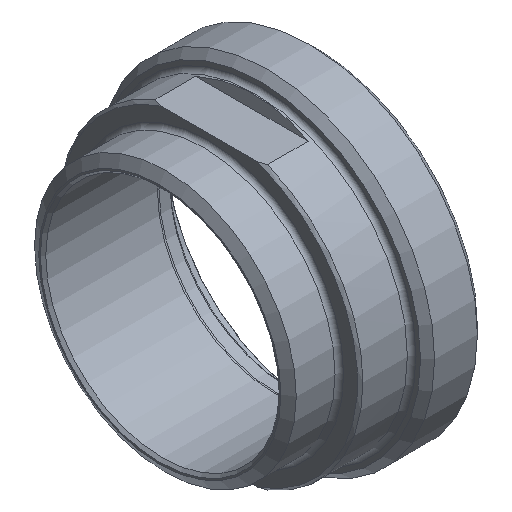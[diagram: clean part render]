
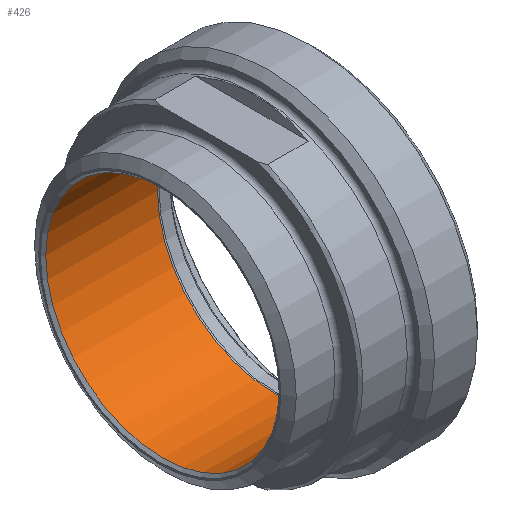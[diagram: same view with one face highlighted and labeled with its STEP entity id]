
A CAD part, isometric view. The second image highlights one B-rep face of the part: STEP entity #426.
In plain terms, the highlighted cylindrical face has radius 21.55 mm (diameter 43.1 mm), a full revolution.
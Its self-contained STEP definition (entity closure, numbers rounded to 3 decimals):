
#40=CIRCLE('',#482,21.55);
#41=CIRCLE('',#483,21.55);
#42=CIRCLE('',#485,21.55);
#71=CYLINDRICAL_SURFACE('',#484,21.55);
#86=FACE_OUTER_BOUND('',#113,.T.);
#113=EDGE_LOOP('',(#323,#324,#325,#326,#327));
#148=LINE('',#748,#168);
#168=VECTOR('',#584,21.55);
#196=VERTEX_POINT('',#740);
#197=VERTEX_POINT('',#742);
#198=VERTEX_POINT('',#746);
#244=EDGE_CURVE('',#196,#197,#40,.T.);
#245=EDGE_CURVE('',#197,#196,#41,.T.);
#246=EDGE_CURVE('',#198,#198,#42,.T.);
#247=EDGE_CURVE('',#198,#197,#148,.T.);
#323=ORIENTED_EDGE('',*,*,#246,.T.);
#324=ORIENTED_EDGE('',*,*,#247,.T.);
#325=ORIENTED_EDGE('',*,*,#244,.F.);
#326=ORIENTED_EDGE('',*,*,#245,.F.);
#327=ORIENTED_EDGE('',*,*,#247,.F.);
#426=ADVANCED_FACE('',(#86),#71,.F.);
#482=AXIS2_PLACEMENT_3D('',#743,#576,#577);
#483=AXIS2_PLACEMENT_3D('',#744,#578,#579);
#484=AXIS2_PLACEMENT_3D('',#745,#580,#581);
#485=AXIS2_PLACEMENT_3D('',#747,#582,#583);
#576=DIRECTION('center_axis',(1.,0.,0.));
#577=DIRECTION('ref_axis',(0.,-1.,0.));
#578=DIRECTION('center_axis',(1.,0.,0.));
#579=DIRECTION('ref_axis',(0.,-1.,0.));
#580=DIRECTION('center_axis',(1.,0.,0.));
#581=DIRECTION('ref_axis',(0.,1.,0.));
#582=DIRECTION('center_axis',(1.,0.,0.));
#583=DIRECTION('ref_axis',(0.,0.,-1.));
#584=DIRECTION('',(-1.,0.,0.));
#740=CARTESIAN_POINT('',(-28.5,21.55,0.));
#742=CARTESIAN_POINT('',(-28.5,-21.55,0.));
#743=CARTESIAN_POINT('Origin',(-28.5,0.,0.));
#744=CARTESIAN_POINT('Origin',(-28.5,0.,0.));
#745=CARTESIAN_POINT('Origin',(-18.437,0.,0.));
#746=CARTESIAN_POINT('',(-7.873,-21.55,0.));
#747=CARTESIAN_POINT('Origin',(-7.873,0.,0.));
#748=CARTESIAN_POINT('',(-18.437,-21.55,0.));
